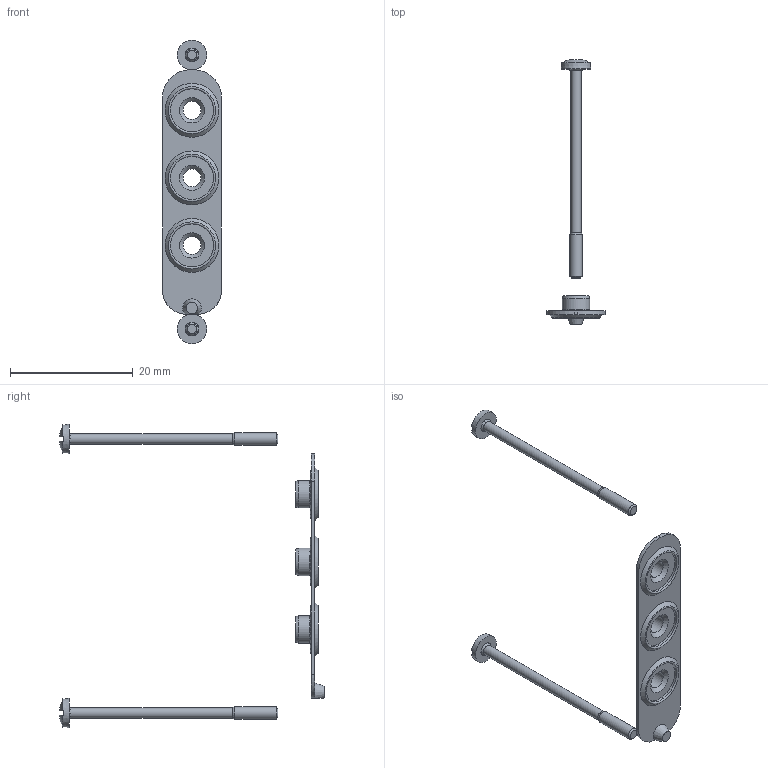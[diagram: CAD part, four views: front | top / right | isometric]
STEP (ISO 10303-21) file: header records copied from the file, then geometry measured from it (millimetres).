
FILE_DESCRIPTION(/* description */ ('STEP AP214'),/* implementation_level */ '2;1');
FILE_NAME(/* name */ '566672_VABD-L1-10X-S-M5',/* time_stamp */ '2024-09-12T15:40:15+02:00',/* author */ ('License CC BY-ND 4.0'),/* organization */ ('CADENAS'),/* preprocessor_version */ 'ST-DEVELOPER v19.3',/* originating_system */ 'PARTsolutions',/* authorisation */ ' ');
FILE_SCHEMA (('AUTOMOTIVE_DESIGN {1 0 10303 214 3 1 1}'));
Length unit declared in the file: millimetre
Products named in the file (3): 566672 VABD-L1-10X-S-M5; 1634476 VABD-L1-10X-S-M5---(DR); 8086666 M2X34-10.9-Z
Assembly tree (3 placements, depth 2):
  566672 VABD-L1-10X-S-M5
    1634476 VABD-L1-10X-S-M5---(DR)
    8086666 M2X34-10.9-Z  x2
Bounding box: 9.6 x 43.17 x 49.4 mm (x, y, z)
Volume: 507.5 mm3; surface area: 1470.2 mm2
Topology: 3 solids, 3 shells, 101 faces, 222 edges, 138 vertices
Faces by surface type: plane 50, cone 24, cylinder 17, torus 6, sphere 4
Full cylindrical faces by diameter (mm): 1.69 x2, 2 x2, 2.9 x3, 4.45 x3, 7 x3
Entity records: 1897 total; most frequent: DIRECTION 343, CARTESIAN_POINT 315, ORIENTED_EDGE 234, AXIS2_PLACEMENT_3D 153, EDGE_LOOP 129, FACE_BOUND 129, EDGE_CURVE 117, VERTEX_POINT 92
